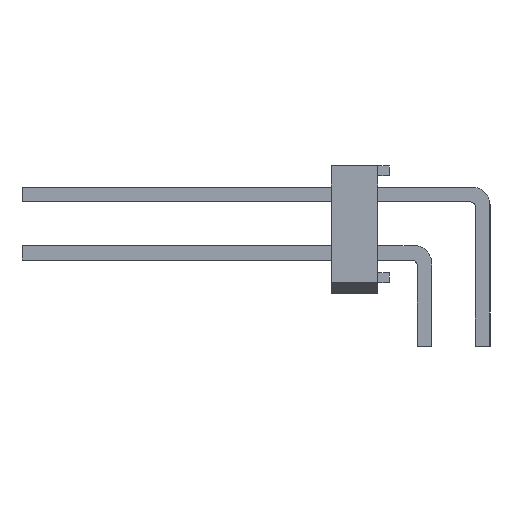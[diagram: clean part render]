
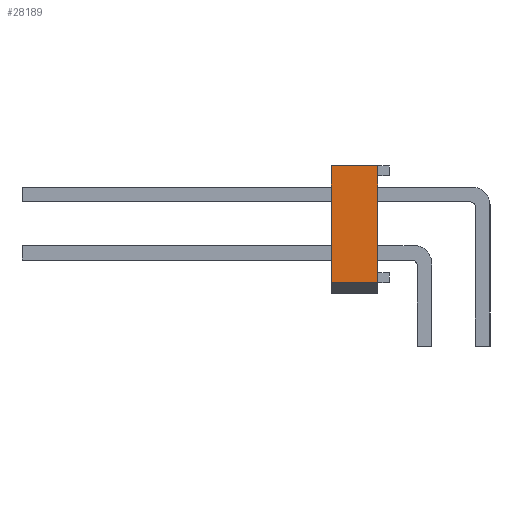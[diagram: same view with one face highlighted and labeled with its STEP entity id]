
A CAD part, left-side view. The second image highlights one B-rep face of the part: STEP entity #28189.
In plain terms, the highlighted face is planar.
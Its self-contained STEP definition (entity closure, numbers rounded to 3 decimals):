
#15056 = VERTEX_POINT('',#15057);
#15057 = CARTESIAN_POINT('',(27.94,2.54,-2.54));
#15063 = EDGE_CURVE('',#15056,#15064,#15066,.T.);
#15064 = VERTEX_POINT('',#15065);
#15065 = CARTESIAN_POINT('',(27.94,0.508,-2.54));
#15066 = LINE('',#15067,#15068);
#15067 = CARTESIAN_POINT('',(27.94,2.54,-2.54));
#15068 = VECTOR('',#15069,1.);
#15069 = DIRECTION('',(0.,-1.,0.));
#28154 = VERTEX_POINT('',#28155);
#28155 = CARTESIAN_POINT('',(27.94,0.508,2.54));
#28163 = EDGE_CURVE('',#28164,#28154,#28166,.T.);
#28164 = VERTEX_POINT('',#28165);
#28165 = CARTESIAN_POINT('',(27.94,2.54,2.54));
#28166 = LINE('',#28167,#28168);
#28167 = CARTESIAN_POINT('',(27.94,2.54,2.54));
#28168 = VECTOR('',#28169,1.);
#28169 = DIRECTION('',(0.,-1.,0.));
#28189 = ADVANCED_FACE('',(#28190),#28206,.F.);
#28190 = FACE_BOUND('',#28191,.T.);
#28191 = EDGE_LOOP('',(#28192,#28198,#28199,#28205));
#28192 = ORIENTED_EDGE('',*,*,#28193,.F.);
#28193 = EDGE_CURVE('',#15064,#28154,#28194,.T.);
#28194 = LINE('',#28195,#28196);
#28195 = CARTESIAN_POINT('',(27.94,0.508,2.54));
#28196 = VECTOR('',#28197,1.);
#28197 = DIRECTION('',(0.,0.,1.));
#28198 = ORIENTED_EDGE('',*,*,#15063,.F.);
#28199 = ORIENTED_EDGE('',*,*,#28200,.F.);
#28200 = EDGE_CURVE('',#28164,#15056,#28201,.T.);
#28201 = LINE('',#28202,#28203);
#28202 = CARTESIAN_POINT('',(27.94,2.54,2.54));
#28203 = VECTOR('',#28204,1.);
#28204 = DIRECTION('',(0.,0.,-1.));
#28205 = ORIENTED_EDGE('',*,*,#28163,.T.);
#28206 = PLANE('',#28207);
#28207 = AXIS2_PLACEMENT_3D('',#28208,#28209,#28210);
#28208 = CARTESIAN_POINT('',(27.94,2.54,2.54));
#28209 = DIRECTION('',(-1.,0.,0.));
#28210 = DIRECTION('',(0.,0.,1.));
